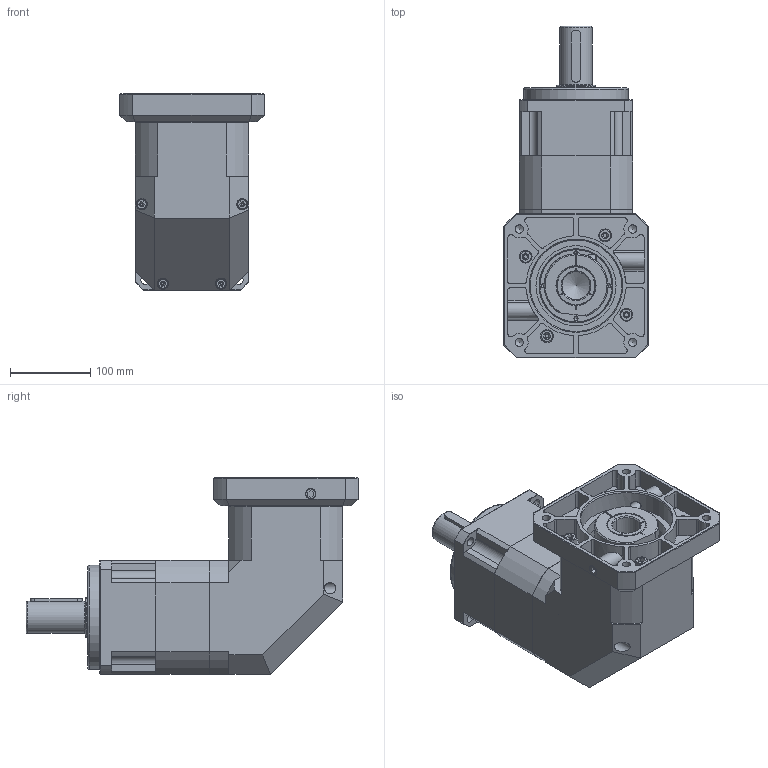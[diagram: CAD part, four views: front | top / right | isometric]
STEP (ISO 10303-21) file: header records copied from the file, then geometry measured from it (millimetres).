
FILE_DESCRIPTION((''),'2;1');
FILE_NAME('KSBL-142A-2.stp','2017-05-17T11:35:43',('Young'),(''),'Autodesk Inventor 2012','Autodesk Inventor 2012','');
FILE_SCHEMA(('AUTOMOTIVE_DESIGN { 1 0 10303 214 1 1 1 1 }'));
Length unit declared in the file: millimetre
Products named in the file (3): 조립품3; KSBL-142A-2; BS 4168 : 부품 1 6각 소켓 머리 캡 나사 - 미터 M10 x 35
Assembly tree (2 placements, depth 2):
  조립품3
    KSBL-142A-2
    BS 4168 : 부품 1 6각 소켓 머리 캡 나사 - 미터 M10 x 35
Bounding box: 180 x 414 x 245 mm (x, y, z)
Volume: 5916778.5 mm3; surface area: 635579.1 mm2
Topology: 22 solids, 22 shells, 745 faces, 1893 edges, 1252 vertices
Faces by surface type: plane 396, cylinder 211, cone 100, torus 20, bspline 18
Full cylindrical faces by diameter (mm): 5 x4, 6.8 x4, 8 x4, 8.5 x12, 8.6 x1, 10 x9, 10.2 x5, 10.5 x4, 11 x5, 11.125 x2, 12 x1, 13 x6, 14 x4, 16 x5, 25 x1, 35 x1, 40 x1, 48 x1, 48.4 x1, 49.8 x2, 50 x2, 62 x1, 68 x1, 70 x1, 72 x5, 75 x1, 80 x1, 92 x2, 100 x1, 114.3 x1
Entity records: 29408 total; most frequent: CARTESIAN_POINT 12315, DIRECTION 3451, ORIENTED_EDGE 3352, EDGE_CURVE 1676, AXIS2_PLACEMENT_3D 1322, VERTEX_POINT 1208, EDGE_LOOP 1030, VECTOR 807
